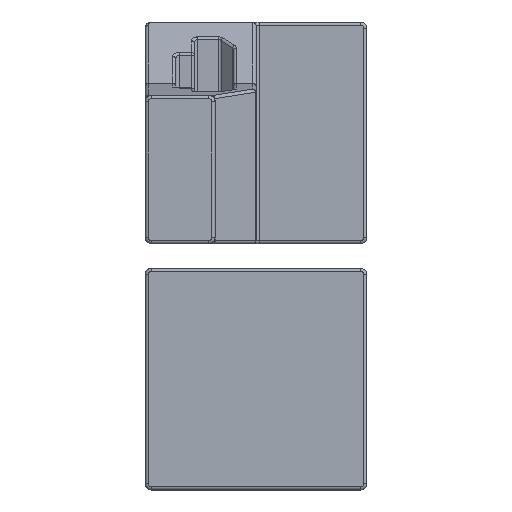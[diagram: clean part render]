
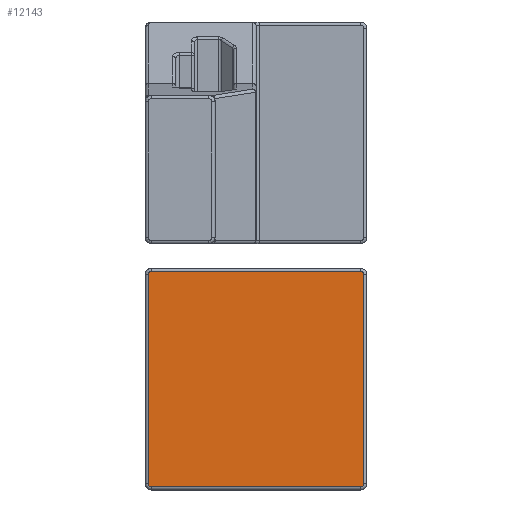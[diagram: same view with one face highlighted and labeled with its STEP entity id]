
A CAD part, left-side view. The second image highlights one B-rep face of the part: STEP entity #12143.
In plain terms, the highlighted planar face has unit normal (-1, 0, 0).
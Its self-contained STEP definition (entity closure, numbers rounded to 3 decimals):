
#303=PLANE('',#13077);
#477=LINE('',#19728,#1247);
#478=LINE('',#19745,#1248);
#480=LINE('',#19765,#1250);
#481=LINE('',#19780,#1251);
#1247=VECTOR('',#15029,10.);
#1248=VECTOR('',#15040,10.);
#1250=VECTOR('',#15052,10.);
#1251=VECTOR('',#15061,10.);
#2400=FACE_OUTER_BOUND('',#3234,.T.);
#3234=EDGE_LOOP('',(#8377,#8378,#8379,#8380,#8381,#8382,#8383,#8384));
#4102=CIRCLE('',#13028,0.25);
#4108=CIRCLE('',#13035,0.25);
#4112=CIRCLE('',#13040,0.25);
#4116=CIRCLE('',#13045,0.25);
#5172=VERTEX_POINT('',#19716);
#5173=VERTEX_POINT('',#19718);
#5175=VERTEX_POINT('',#19724);
#5177=VERTEX_POINT('',#19738);
#5178=VERTEX_POINT('',#19743);
#5179=VERTEX_POINT('',#19755);
#5181=VERTEX_POINT('',#19761);
#5183=VERTEX_POINT('',#19775);
#6290=EDGE_CURVE('',#5172,#5173,#4102,.T.);
#6295=EDGE_CURVE('',#5173,#5175,#477,.T.);
#6298=EDGE_CURVE('',#5175,#5177,#4108,.T.);
#6300=EDGE_CURVE('',#5177,#5178,#478,.T.);
#6303=EDGE_CURVE('',#5178,#5179,#4112,.T.);
#6306=EDGE_CURVE('',#5179,#5181,#480,.T.);
#6309=EDGE_CURVE('',#5181,#5183,#4116,.T.);
#6310=EDGE_CURVE('',#5183,#5172,#481,.T.);
#8377=ORIENTED_EDGE('',*,*,#6290,.F.);
#8378=ORIENTED_EDGE('',*,*,#6310,.F.);
#8379=ORIENTED_EDGE('',*,*,#6309,.F.);
#8380=ORIENTED_EDGE('',*,*,#6306,.F.);
#8381=ORIENTED_EDGE('',*,*,#6303,.F.);
#8382=ORIENTED_EDGE('',*,*,#6300,.F.);
#8383=ORIENTED_EDGE('',*,*,#6298,.F.);
#8384=ORIENTED_EDGE('',*,*,#6295,.F.);
#12143=ADVANCED_FACE('',(#2400),#303,.F.);
#13028=AXIS2_PLACEMENT_3D('',#19719,#15018,#15019);
#13035=AXIS2_PLACEMENT_3D('',#19741,#15034,#15035);
#13040=AXIS2_PLACEMENT_3D('',#19759,#15045,#15046);
#13045=AXIS2_PLACEMENT_3D('',#19778,#15057,#15058);
#13077=AXIS2_PLACEMENT_3D('',#19909,#15159,#15160);
#15018=DIRECTION('center_axis',(1.,0.,0.));
#15019=DIRECTION('ref_axis',(0.,0.707,0.707));
#15029=DIRECTION('',(0.,-1.,0.));
#15034=DIRECTION('center_axis',(1.,0.,0.));
#15035=DIRECTION('ref_axis',(0.,-0.707,0.707));
#15040=DIRECTION('',(0.,0.,-1.));
#15045=DIRECTION('center_axis',(1.,0.,0.));
#15046=DIRECTION('ref_axis',(0.,-0.707,-0.707));
#15052=DIRECTION('',(0.,1.,0.));
#15057=DIRECTION('center_axis',(1.,0.,0.));
#15058=DIRECTION('ref_axis',(0.,0.707,-0.707));
#15061=DIRECTION('',(0.,0.,1.));
#15159=DIRECTION('center_axis',(1.,0.,0.));
#15160=DIRECTION('ref_axis',(0.,0.,-1.));
#19716=CARTESIAN_POINT('',(0.,18.75,18.5));
#19718=CARTESIAN_POINT('',(0.,18.5,18.75));
#19719=CARTESIAN_POINT('Origin',(0.,18.5,18.5));
#19724=CARTESIAN_POINT('',(0.,1.5,18.75));
#19728=CARTESIAN_POINT('',(0.,14.25,18.75));
#19738=CARTESIAN_POINT('',(0.,1.25,18.5));
#19741=CARTESIAN_POINT('Origin',(0.,1.5,18.5));
#19743=CARTESIAN_POINT('',(0.,1.25,1.5));
#19745=CARTESIAN_POINT('',(0.,1.25,14.25));
#19755=CARTESIAN_POINT('',(0.,1.5,1.25));
#19759=CARTESIAN_POINT('Origin',(0.,1.5,1.5));
#19761=CARTESIAN_POINT('',(0.,18.5,1.25));
#19765=CARTESIAN_POINT('',(0.,5.75,1.25));
#19775=CARTESIAN_POINT('',(0.,18.75,1.5));
#19778=CARTESIAN_POINT('Origin',(0.,18.5,1.5));
#19780=CARTESIAN_POINT('',(0.,18.75,5.75));
#19909=CARTESIAN_POINT('Origin',(0.,10.,10.));
